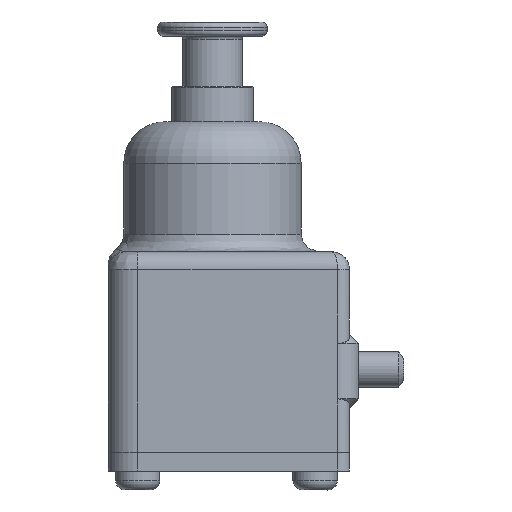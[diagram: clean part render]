
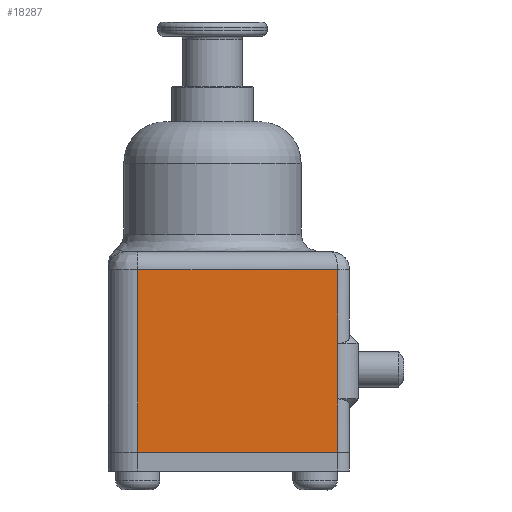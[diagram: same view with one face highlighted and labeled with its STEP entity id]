
A CAD part, front view. The second image highlights one B-rep face of the part: STEP entity #18287.
In plain terms, the highlighted planar face has unit normal (0, -1, 0).
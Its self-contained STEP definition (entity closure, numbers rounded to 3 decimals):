
#1761=PLANE('',#19776);
#2724=FACE_OUTER_BOUND('',#3886,.T.);
#3886=EDGE_LOOP('',(#16779,#16780,#16781,#16782,#16783,#16784));
#5549=LINE('',#36524,#7222);
#5553=LINE('',#36540,#7226);
#5554=LINE('',#36542,#7227);
#5555=LINE('',#36544,#7228);
#5556=LINE('',#36545,#7229);
#5557=LINE('',#36546,#7230);
#7222=VECTOR('',#24265,10.);
#7226=VECTOR('',#24281,10.);
#7227=VECTOR('',#24282,2.5);
#7228=VECTOR('',#24283,10.);
#7229=VECTOR('',#24284,10.);
#7230=VECTOR('',#24285,10.);
#9379=VERTEX_POINT('',#36502);
#9381=VERTEX_POINT('',#36522);
#9386=VERTEX_POINT('',#36538);
#9387=VERTEX_POINT('',#36539);
#9388=VERTEX_POINT('',#36541);
#9389=VERTEX_POINT('',#36543);
#11860=EDGE_CURVE('',#9381,#9379,#5549,.T.);
#11867=EDGE_CURVE('',#9386,#9387,#5553,.T.);
#11868=EDGE_CURVE('',#9388,#9386,#5554,.T.);
#11869=EDGE_CURVE('',#9388,#9389,#5555,.T.);
#11870=EDGE_CURVE('',#9379,#9389,#5556,.T.);
#11871=EDGE_CURVE('',#9387,#9381,#5557,.T.);
#16779=ORIENTED_EDGE('',*,*,#11867,.F.);
#16780=ORIENTED_EDGE('',*,*,#11868,.F.);
#16781=ORIENTED_EDGE('',*,*,#11869,.T.);
#16782=ORIENTED_EDGE('',*,*,#11870,.F.);
#16783=ORIENTED_EDGE('',*,*,#11860,.F.);
#16784=ORIENTED_EDGE('',*,*,#11871,.F.);
#18287=ADVANCED_FACE('',(#2724),#1761,.T.);
#19776=AXIS2_PLACEMENT_3D('',#36537,#24279,#24280);
#24265=DIRECTION('',(0.,0.,-1.));
#24279=DIRECTION('center_axis',(0.,-1.,
0.));
#24280=DIRECTION('ref_axis',(-1.,0.,0.));
#24281=DIRECTION('',(1.,0.,0.));
#24282=DIRECTION('',(0.,0.,1.));
#24283=DIRECTION('',(1.,0.,0.));
#24284=DIRECTION('',(0.,0.,-1.));
#24285=DIRECTION('',(0.,0.,-1.));
#36502=CARTESIAN_POINT('',(-3.417,-0.331,-8.904));
#36522=CARTESIAN_POINT('',(-3.417,-0.331,-4.194));
#36524=CARTESIAN_POINT('',(-3.417,-0.331,0.696));
#36537=CARTESIAN_POINT('Origin',(-2.5,-0.331,0.696));
#36538=CARTESIAN_POINT('',(-20.317,-0.331,2.046));
#36539=CARTESIAN_POINT('',(-3.417,-0.331,2.046));
#36540=CARTESIAN_POINT('',(-8.262,-0.331,2.046));
#36541=CARTESIAN_POINT('',(-20.317,-0.331,-13.404));
#36542=CARTESIAN_POINT('',(-20.317,-0.331,0.696));
#36543=CARTESIAN_POINT('',(-3.417,-0.331,-13.404));
#36544=CARTESIAN_POINT('',(-2.458,-0.331,-13.404));
#36545=CARTESIAN_POINT('',(-3.417,-0.331,-14.604));
#36546=CARTESIAN_POINT('',(-3.417,-0.331,0.696));
